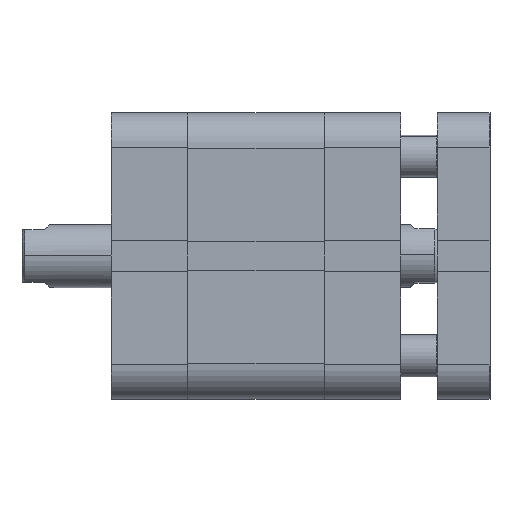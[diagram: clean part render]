
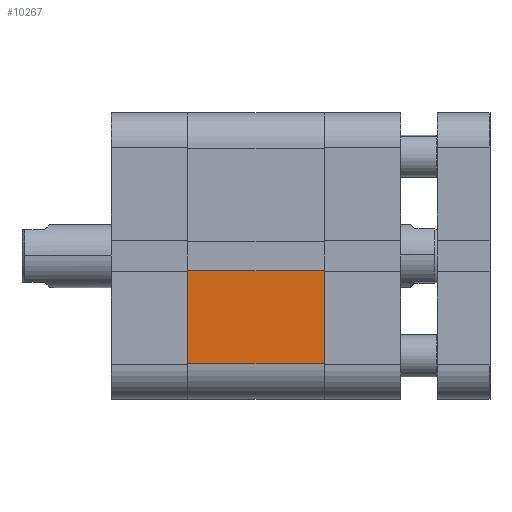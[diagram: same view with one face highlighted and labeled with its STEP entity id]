
A CAD part, front view. The second image highlights one B-rep face of the part: STEP entity #10267.
In plain terms, the highlighted planar face has unit normal (0, -1, 0).
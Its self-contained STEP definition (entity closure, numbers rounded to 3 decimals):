
#157 = CARTESIAN_POINT ( 'NONE',  ( 26., -27.25, -20.45 ) ) ;
#578 = ORIENTED_EDGE ( 'NONE', *, *, #36698, .T. ) ;
#1388 = ORIENTED_EDGE ( 'NONE', *, *, #17396, .T. ) ;
#1897 = DIRECTION ( 'NONE',  ( 0., 0., -1. ) ) ;
#2750 = CARTESIAN_POINT ( 'NONE',  ( 26., -27.25, -20.45 ) ) ;
#4978 = CARTESIAN_POINT ( 'NONE',  ( 26., -27.25, -2.8 ) ) ;
#5078 = ORIENTED_EDGE ( 'NONE', *, *, #14686, .F. ) ;
#5574 = FACE_OUTER_BOUND ( 'NONE', #23276, .T. ) ;
#5970 = CARTESIAN_POINT ( 'NONE',  ( 26.001, -27.25, -2.8 ) ) ;
#5992 = LINE ( 'NONE', #29470, #10595 ) ;
#6830 = VECTOR ( 'NONE', #23043, 1000. ) ;
#8220 = DIRECTION ( 'NONE',  ( 0., 1., 0. ) ) ;
#8583 = CARTESIAN_POINT ( 'NONE',  ( 26., -27.25, -27.25 ) ) ;
#10267 = ADVANCED_FACE ( 'NONE', ( #5574 ), #11595, .F. ) ;
#10342 = EDGE_CURVE ( 'NONE', #12518, #13459, #36936, .T. ) ;
#10495 = ORIENTED_EDGE ( 'NONE', *, *, #10342, .T. ) ;
#10595 = VECTOR ( 'NONE', #20830, 1000. ) ;
#10855 = DIRECTION ( 'NONE',  ( 0., 0., 1. ) ) ;
#11595 = PLANE ( 'NONE',  #24846 ) ;
#12518 = VERTEX_POINT ( 'NONE', #33383 ) ;
#13459 = VERTEX_POINT ( 'NONE', #157 ) ;
#13919 = VECTOR ( 'NONE', #29262, 1000. ) ;
#14686 = EDGE_CURVE ( 'NONE', #33799, #13459, #5992, .T. ) ;
#14865 = VECTOR ( 'NONE', #1897, 1000. ) ;
#15640 = LINE ( 'NONE', #27078, #14865 ) ;
#17396 = EDGE_CURVE ( 'NONE', #33799, #32160, #31712, .T. ) ;
#20830 = DIRECTION ( 'NONE',  ( 0., 0., -1. ) ) ;
#23043 = DIRECTION ( 'NONE',  ( 1., 0., 0. ) ) ;
#23276 = EDGE_LOOP ( 'NONE', ( #1388, #578, #10495, #5078 ) ) ;
#24846 = AXIS2_PLACEMENT_3D ( 'NONE', #8583, #8220, #10855 ) ;
#27078 = CARTESIAN_POINT ( 'NONE',  ( 0., -27.25, -27.25 ) ) ;
#29262 = DIRECTION ( 'NONE',  ( -1., 0., 0. ) ) ;
#29470 = CARTESIAN_POINT ( 'NONE',  ( 26., -27.25, -27.25 ) ) ;
#31712 = LINE ( 'NONE', #5970, #13919 ) ;
#32160 = VERTEX_POINT ( 'NONE', #32643 ) ;
#32643 = CARTESIAN_POINT ( 'NONE',  ( 0., -27.25, -2.8 ) ) ;
#33383 = CARTESIAN_POINT ( 'NONE',  ( 0., -27.25, -20.45 ) ) ;
#33799 = VERTEX_POINT ( 'NONE', #4978 ) ;
#36698 = EDGE_CURVE ( 'NONE', #32160, #12518, #15640, .T. ) ;
#36936 = LINE ( 'NONE', #2750, #6830 ) ;
